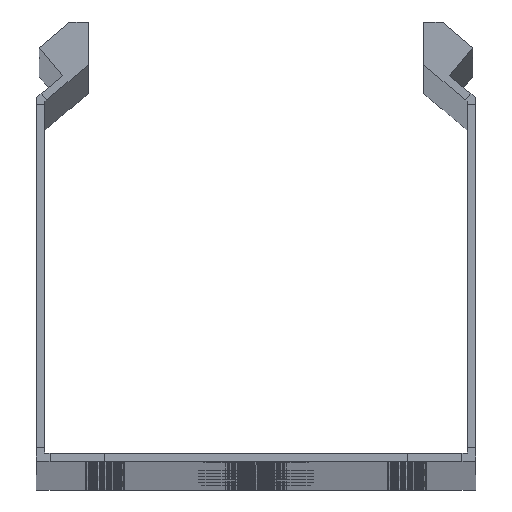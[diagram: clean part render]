
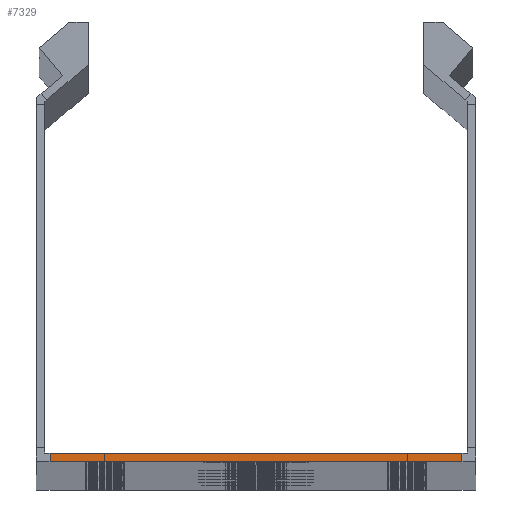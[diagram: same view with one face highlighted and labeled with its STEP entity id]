
A CAD part, top view. The second image highlights one B-rep face of the part: STEP entity #7329.
In plain terms, the highlighted planar face has unit normal (0, 0, 1).
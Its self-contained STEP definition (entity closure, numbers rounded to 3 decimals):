
#278 = EDGE_CURVE ( 'NONE', #43273, #47244, #39251, .T. ) ;
#4212 = EDGE_CURVE ( 'NONE', #65275, #14990, #50633, .T. ) ;
#7329 = ADVANCED_FACE ( 'NONE', ( #39064 ), #56386, .T. ) ;
#7470 = VECTOR ( 'NONE', #29038, 1000. ) ;
#8307 = LINE ( 'NONE', #33205, #62140 ) ;
#10360 = ORIENTED_EDGE ( 'NONE', *, *, #4212, .T. ) ;
#13949 = CARTESIAN_POINT ( 'NONE',  ( 38.5, 2.5, 1500. ) ) ;
#14990 = VERTEX_POINT ( 'NONE', #62357 ) ;
#17730 = ORIENTED_EDGE ( 'NONE', *, *, #33245, .T. ) ;
#23089 = ORIENTED_EDGE ( 'NONE', *, *, #36818, .F. ) ;
#23343 = CARTESIAN_POINT ( 'NONE',  ( -40., 0., 1500. ) ) ;
#24559 = EDGE_LOOP ( 'NONE', ( #23089, #35343, #17730, #10360 ) ) ;
#29038 = DIRECTION ( 'NONE',  ( 0., 1., 0. ) ) ;
#31100 = VECTOR ( 'NONE', #63999, 1000. ) ;
#31276 = VECTOR ( 'NONE', #65736, 1000. ) ;
#32766 = CARTESIAN_POINT ( 'NONE',  ( -37.5, 1.5, 1500. ) ) ;
#33205 = CARTESIAN_POINT ( 'NONE',  ( -40., 1.5, 1500. ) ) ;
#33245 = EDGE_CURVE ( 'NONE', #47244, #65275, #8307, .T. ) ;
#35343 = ORIENTED_EDGE ( 'NONE', *, *, #278, .T. ) ;
#35406 = DIRECTION ( 'NONE',  ( 1., 0., 0. ) ) ;
#36818 = EDGE_CURVE ( 'NONE', #43273, #14990, #54107, .T. ) ;
#39064 = FACE_OUTER_BOUND ( 'NONE', #24559, .T. ) ;
#39251 = LINE ( 'NONE', #49340, #7470 ) ;
#43273 = VERTEX_POINT ( 'NONE', #65220 ) ;
#47244 = VERTEX_POINT ( 'NONE', #57690 ) ;
#48681 = DIRECTION ( 'NONE',  ( -1., 0., 0. ) ) ;
#49340 = CARTESIAN_POINT ( 'NONE',  ( 37.5, 0., 1500. ) ) ;
#50633 = LINE ( 'NONE', #32766, #31100 ) ;
#54107 = LINE ( 'NONE', #23343, #31276 ) ;
#56386 = PLANE ( 'NONE',  #58293 ) ;
#57690 = CARTESIAN_POINT ( 'NONE',  ( 37.5, 1.5, 1500. ) ) ;
#58293 = AXIS2_PLACEMENT_3D ( 'NONE', #13949, #66615, #35406 ) ;
#62140 = VECTOR ( 'NONE', #48681, 1000. ) ;
#62357 = CARTESIAN_POINT ( 'NONE',  ( -37.5, 0., 1500. ) ) ;
#63999 = DIRECTION ( 'NONE',  ( 0., -1., 0. ) ) ;
#65220 = CARTESIAN_POINT ( 'NONE',  ( 37.5, 0., 1500. ) ) ;
#65275 = VERTEX_POINT ( 'NONE', #66781 ) ;
#65736 = DIRECTION ( 'NONE',  ( -1., 0., 0. ) ) ;
#66615 = DIRECTION ( 'NONE',  ( 0., 0., 1. ) ) ;
#66781 = CARTESIAN_POINT ( 'NONE',  ( -37.5, 1.5, 1500. ) ) ;
